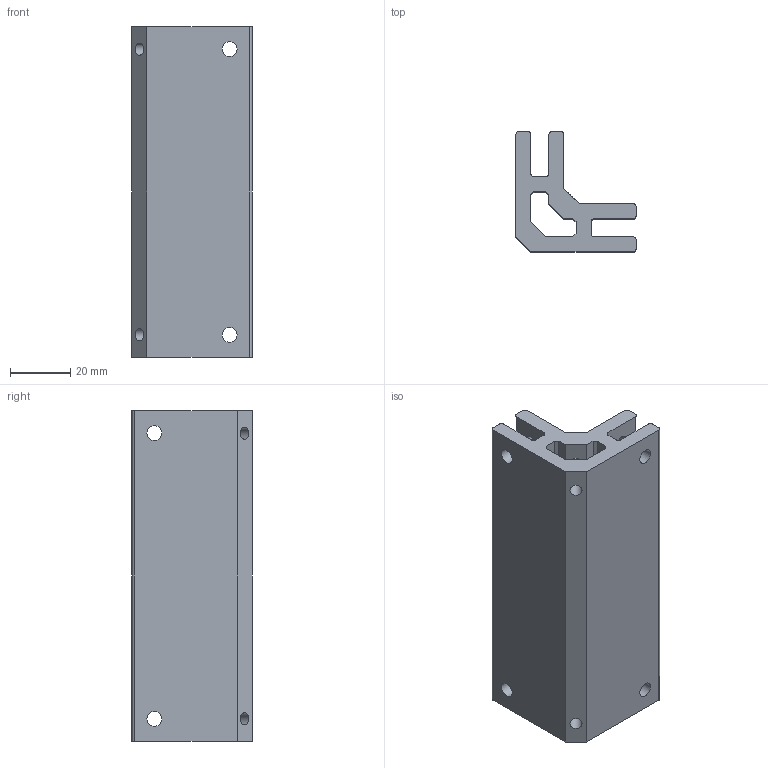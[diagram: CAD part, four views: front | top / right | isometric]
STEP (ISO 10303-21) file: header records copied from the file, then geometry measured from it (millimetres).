
FILE_DESCRIPTION(('STEP AP242'), '1');
FILE_NAME('item3dPrinterTermoboxPlankVertical1', '', ('UNSPECIFIED'), ('UNSPECIFIED'), 'C3D Converter', 'C3D Toolkit', '');
FILE_SCHEMA(('AP242_MANAGED_MODEL_BASED_3D_ENGINEERING_MIM_LF { 1 0 10303 442 1 1 4 }'));
Length unit declared in the file: millimetre
Bounding box: 40 x 40 x 110 mm (x, y, z)
Volume: 75984.7 mm3; surface area: 30658.3 mm2
Topology: 1 solids, 1 shells, 54 faces, 156 edges, 104 vertices
Faces by surface type: plane 30, cylinder 24
Full cylindrical faces by diameter (mm): 4 x4, 5 x8
Entity records: 1815 total; most frequent: CARTESIAN_POINT 303, DIRECTION 302, ORIENTED_EDGE 288, EDGE_CURVE 144, VERTEX_POINT 104, AXIS2_PLACEMENT_3D 103, LINE 96, VECTOR 96
